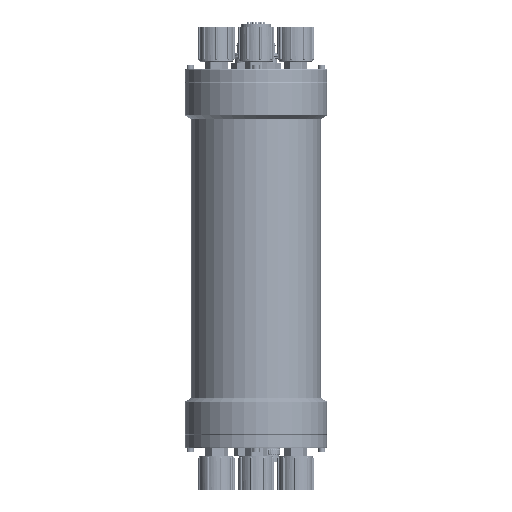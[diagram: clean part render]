
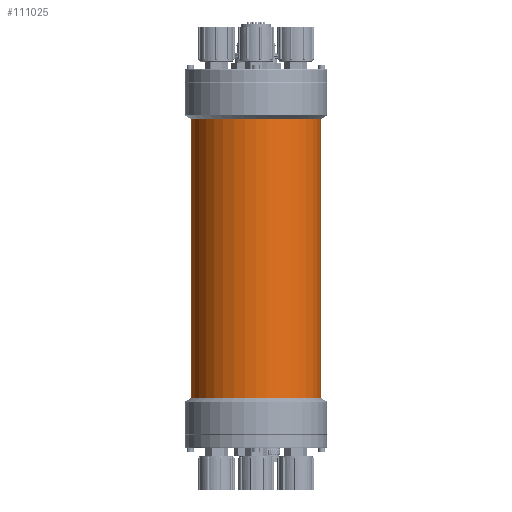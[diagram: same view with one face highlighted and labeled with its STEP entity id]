
A CAD part, front view. The second image highlights one B-rep face of the part: STEP entity #111025.
In plain terms, the highlighted cylindrical face has radius 63.5 mm (diameter 127 mm), a full revolution.
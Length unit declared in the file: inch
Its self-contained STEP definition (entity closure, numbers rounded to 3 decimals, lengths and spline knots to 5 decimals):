
#9913=LINE('',#167236,#18865);
#18865=VECTOR('',#128183,2.5);
#25517=CYLINDRICAL_SURFACE('',#117477,2.5);
#28496=FACE_OUTER_BOUND('',#34765,.T.);
#34765=EDGE_LOOP('',(#77255,#77256,#77257,#77258,#77259,#77260,#77261,#77262));
#40619=CIRCLE('',#117470,2.5);
#40620=CIRCLE('',#117471,2.5);
#40621=CIRCLE('',#117472,2.5);
#40622=CIRCLE('',#117474,2.5);
#40623=CIRCLE('',#117475,2.5);
#40624=CIRCLE('',#117476,2.5);
#44928=VERTEX_POINT('',#167220);
#44929=VERTEX_POINT('',#167221);
#44930=VERTEX_POINT('',#167223);
#44931=VERTEX_POINT('',#167228);
#44932=VERTEX_POINT('',#167230);
#44933=VERTEX_POINT('',#167232);
#57063=EDGE_CURVE('',#44928,#44929,#40619,.T.);
#57064=EDGE_CURVE('',#44930,#44928,#40620,.T.);
#57066=EDGE_CURVE('',#44929,#44930,#40621,.T.);
#57068=EDGE_CURVE('',#44932,#44931,#40622,.T.);
#57069=EDGE_CURVE('',#44933,#44932,#40623,.T.);
#57070=EDGE_CURVE('',#44931,#44933,#40624,.T.);
#57071=EDGE_CURVE('',#44933,#44929,#9913,.T.);
#77255=ORIENTED_EDGE('',*,*,#57068,.T.);
#77256=ORIENTED_EDGE('',*,*,#57070,.T.);
#77257=ORIENTED_EDGE('',*,*,#57071,.T.);
#77258=ORIENTED_EDGE('',*,*,#57066,.T.);
#77259=ORIENTED_EDGE('',*,*,#57064,.T.);
#77260=ORIENTED_EDGE('',*,*,#57063,.T.);
#77261=ORIENTED_EDGE('',*,*,#57071,.F.);
#77262=ORIENTED_EDGE('',*,*,#57069,.T.);
#111025=ADVANCED_FACE('',(#28496),#25517,.T.);
#117470=AXIS2_PLACEMENT_3D('',#167222,#128165,#128166);
#117471=AXIS2_PLACEMENT_3D('',#167224,#128167,#128168);
#117472=AXIS2_PLACEMENT_3D('',#167226,#128170,#128171);
#117474=AXIS2_PLACEMENT_3D('',#167231,#128175,#128176);
#117475=AXIS2_PLACEMENT_3D('',#167233,#128177,#128178);
#117476=AXIS2_PLACEMENT_3D('',#167234,#128179,#128180);
#117477=AXIS2_PLACEMENT_3D('',#167235,#128181,#128182);
#128165=DIRECTION('center_axis',(0.,0.,-1.));
#128166=DIRECTION('ref_axis',(-1.,0.,0.));
#128167=DIRECTION('center_axis',(0.,0.,-1.));
#128168=DIRECTION('ref_axis',(-1.,0.,0.));
#128170=DIRECTION('center_axis',(0.,0.,-1.));
#128171=DIRECTION('ref_axis',(-1.,0.,0.));
#128175=DIRECTION('center_axis',(0.,0.,1.));
#128176=DIRECTION('ref_axis',(-1.,0.,0.));
#128177=DIRECTION('center_axis',(0.,0.,1.));
#128178=DIRECTION('ref_axis',(-1.,0.,0.));
#128179=DIRECTION('center_axis',(0.,0.,1.));
#128180=DIRECTION('ref_axis',(-1.,0.,0.));
#128181=DIRECTION('center_axis',(0.,0.,-1.));
#128182=DIRECTION('ref_axis',(-1.,0.,0.));
#128183=DIRECTION('',(0.,0.,1.));
#167220=CARTESIAN_POINT('',(0.,2.5,12.1));
#167221=CARTESIAN_POINT('',(2.5,0.,12.1));
#167222=CARTESIAN_POINT('Origin',(0.,0.,12.1));
#167223=CARTESIAN_POINT('',(0.,-2.5,12.1));
#167224=CARTESIAN_POINT('Origin',(0.,0.,12.1));
#167226=CARTESIAN_POINT('Origin',(0.,0.,12.1));
#167228=CARTESIAN_POINT('',(0.,-2.5,1.4));
#167230=CARTESIAN_POINT('',(0.,2.5,1.4));
#167231=CARTESIAN_POINT('Origin',(0.,0.,1.4));
#167232=CARTESIAN_POINT('',(2.5,0.,1.4));
#167233=CARTESIAN_POINT('Origin',(0.,0.,1.4));
#167234=CARTESIAN_POINT('Origin',(0.,0.,1.4));
#167235=CARTESIAN_POINT('Origin',(0.,0.,12.25));
#167236=CARTESIAN_POINT('',(2.5,0.,12.25));
